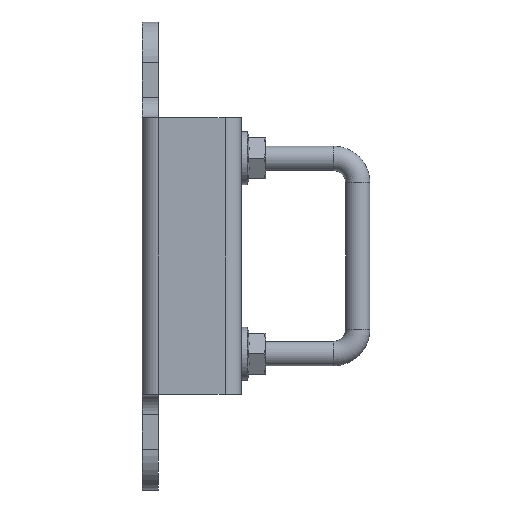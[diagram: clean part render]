
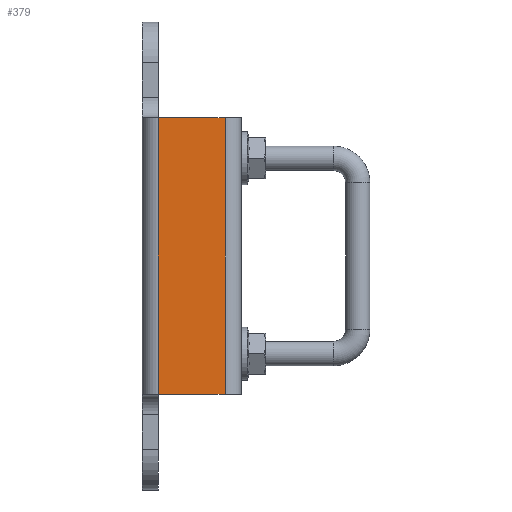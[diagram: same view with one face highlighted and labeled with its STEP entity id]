
A CAD part, front view. The second image highlights one B-rep face of the part: STEP entity #379.
In plain terms, the highlighted planar face has unit normal (0, -1, 0).
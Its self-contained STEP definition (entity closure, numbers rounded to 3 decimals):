
#197 = PLANE ( 'NONE',  #509 ) ;
#304 = EDGE_CURVE ( 'NONE', #2495, #484, #971, .T. ) ;
#379 = ADVANCED_FACE ( 'NONE', ( #1933 ), #197, .F. ) ;
#456 = LINE ( 'NONE', #2918, #2232 ) ;
#484 = VERTEX_POINT ( 'NONE', #2362 ) ;
#509 = AXIS2_PLACEMENT_3D ( 'NONE', #1056, #737, #2018 ) ;
#585 = CARTESIAN_POINT ( 'NONE',  ( 8.2, 0., -34. ) ) ;
#694 = VERTEX_POINT ( 'NONE', #2392 ) ;
#737 = DIRECTION ( 'NONE',  ( 0., 1., 0. ) ) ;
#740 = DIRECTION ( 'NONE',  ( 0., 0., -1. ) ) ;
#750 = VERTEX_POINT ( 'NONE', #1194 ) ;
#807 = EDGE_CURVE ( 'NONE', #694, #484, #1020, .T. ) ;
#971 = LINE ( 'NONE', #1281, #1099 ) ;
#978 = EDGE_CURVE ( 'NONE', #694, #750, #1143, .T. ) ;
#981 = VECTOR ( 'NONE', #2310, 1000. ) ;
#1020 = LINE ( 'NONE', #1981, #981 ) ;
#1056 = CARTESIAN_POINT ( 'NONE',  ( -12.2, 0., 57.5 ) ) ;
#1060 = CARTESIAN_POINT ( 'NONE',  ( -8.2, 0., 57.5 ) ) ;
#1099 = VECTOR ( 'NONE', #1623, 1000. ) ;
#1143 = LINE ( 'NONE', #1060, #3079 ) ;
#1194 = CARTESIAN_POINT ( 'NONE',  ( -8.2, 0., -34. ) ) ;
#1281 = CARTESIAN_POINT ( 'NONE',  ( 8.2, 0., 57.5 ) ) ;
#1507 = ORIENTED_EDGE ( 'NONE', *, *, #807, .F. ) ;
#1623 = DIRECTION ( 'NONE',  ( 0., 0., 1. ) ) ;
#1834 = EDGE_LOOP ( 'NONE', ( #1507, #2125, #1853, #2055 ) ) ;
#1853 = ORIENTED_EDGE ( 'NONE', *, *, #2764, .T. ) ;
#1933 = FACE_OUTER_BOUND ( 'NONE', #1834, .T. ) ;
#1981 = CARTESIAN_POINT ( 'NONE',  ( -39.492, 0., 34. ) ) ;
#2018 = DIRECTION ( 'NONE',  ( -1., 0., 0. ) ) ;
#2055 = ORIENTED_EDGE ( 'NONE', *, *, #304, .T. ) ;
#2091 = DIRECTION ( 'NONE',  ( 1., 0., 0. ) ) ;
#2125 = ORIENTED_EDGE ( 'NONE', *, *, #978, .T. ) ;
#2232 = VECTOR ( 'NONE', #2091, 1000. ) ;
#2310 = DIRECTION ( 'NONE',  ( 1., 0., 0. ) ) ;
#2362 = CARTESIAN_POINT ( 'NONE',  ( 8.2, 0., 34. ) ) ;
#2392 = CARTESIAN_POINT ( 'NONE',  ( -8.2, 0., 34. ) ) ;
#2495 = VERTEX_POINT ( 'NONE', #585 ) ;
#2764 = EDGE_CURVE ( 'NONE', #750, #2495, #456, .T. ) ;
#2918 = CARTESIAN_POINT ( 'NONE',  ( -39.492, 0., -34. ) ) ;
#3079 = VECTOR ( 'NONE', #740, 1000. ) ;
